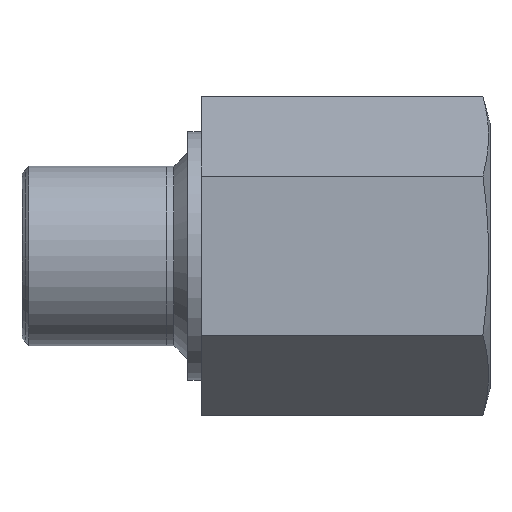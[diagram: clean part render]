
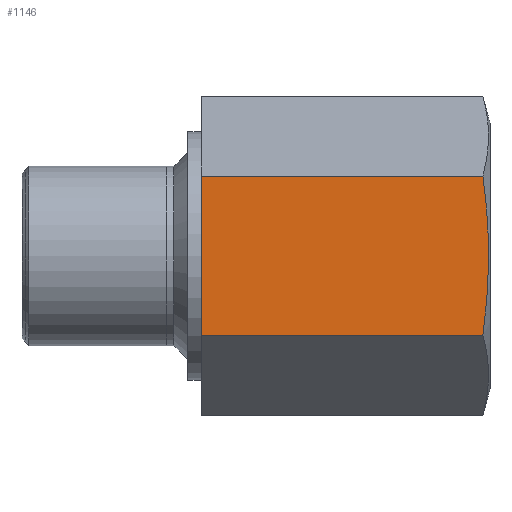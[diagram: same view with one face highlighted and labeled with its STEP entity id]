
A CAD part, top view. The second image highlights one B-rep face of the part: STEP entity #1146.
In plain terms, the highlighted planar face has unit normal (0, 0, 1).
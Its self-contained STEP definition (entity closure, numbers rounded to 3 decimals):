
#492=CARTESIAN_POINT('',(-0.615,5.774,10.));
#586=DIRECTION('',(-1.,0.,0.));
#587=VECTOR('',#586,20.385);
#588=CARTESIAN_POINT('',(-0.615,-5.774,10.));
#589=LINE('',#588,#587);
#608=DIRECTION('',(0.,-1.,0.));
#609=VECTOR('',#608,11.547);
#610=CARTESIAN_POINT('',(-21.,5.774,10.));
#611=LINE('',#610,#609);
#615=DIRECTION('',(-1.,0.,0.));
#616=VECTOR('',#615,20.385);
#617=CARTESIAN_POINT('',(-0.615,5.774,10.));
#618=LINE('',#617,#616);
#622=CARTESIAN_POINT('',(-0.615,-5.774,10.));
#623=CARTESIAN_POINT('',(-0.549,-5.278,10.));
#624=CARTESIAN_POINT('',(-0.431,-4.296,10.));
#625=CARTESIAN_POINT('',(-0.301,-2.869,10.));
#626=CARTESIAN_POINT('',(-0.22,-1.438,10.));
#627=CARTESIAN_POINT('',(-0.192,0.001,10.));
#628=CARTESIAN_POINT('',(-0.22,1.439,10.));
#629=CARTESIAN_POINT('',(-0.301,2.87,10.));
#630=CARTESIAN_POINT('',(-0.431,4.296,10.));
#631=CARTESIAN_POINT('',(-0.549,5.278,10.));
#632=CARTESIAN_POINT('',(-0.615,5.774,10.));
#649=VERTEX_POINT('',#492);
#651=VERTEX_POINT('',#622);
#680=CARTESIAN_POINT('',(-21.,5.774,10.));
#682=VERTEX_POINT('',#680);
#683=CARTESIAN_POINT('',(-21.,-5.774,10.));
#684=VERTEX_POINT('',#683);
#1135=CARTESIAN_POINT('',(0.,5.774,10.));
#1136=DIRECTION('',(0.,0.,1.));
#1137=DIRECTION('',(0.,-1.,0.));
#1138=AXIS2_PLACEMENT_3D('',#1135,#1136,#1137);
#1139=PLANE('',#1138);
#1140=ORIENTED_EDGE('',*,*,#922,.F.);
#1141=ORIENTED_EDGE('',*,*,#1076,.F.);
#1142=ORIENTED_EDGE('',*,*,#1117,.F.);
#1143=ORIENTED_EDGE('',*,*,#1128,.T.);
#1144=EDGE_LOOP('',(#1140,#1141,#1142,#1143));
#1145=FACE_OUTER_BOUND('',#1144,.F.);
#1146=ADVANCED_FACE('',(#1145),#1139,.T.);
#633=B_SPLINE_CURVE_WITH_KNOTS('',3,(#622,#623,#624,#625,#626,#627,#628,#629,
#630,#631,#632),.UNSPECIFIED.,.F.,.F.,(4,1,1,1,1,1,1,1,4),(0.,0.125,0.25,
0.375,0.5,0.625,0.75,0.875,1.),.UNSPECIFIED.);
#922=EDGE_CURVE('',#682,#684,#611,.T.);
#1076=EDGE_CURVE('',#649,#682,#618,.T.);
#1117=EDGE_CURVE('',#651,#649,#633,.T.);
#1128=EDGE_CURVE('',#651,#684,#589,.T.);
